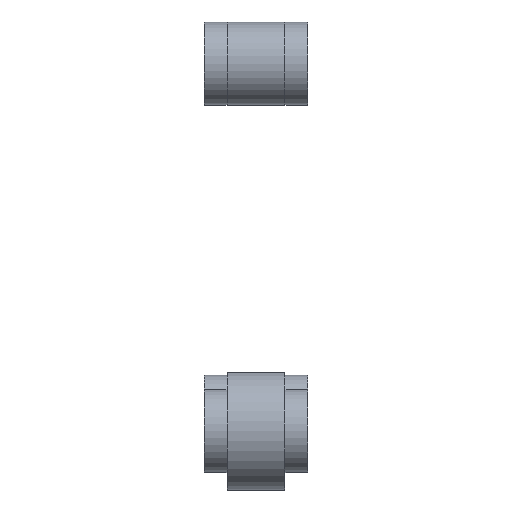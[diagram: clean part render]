
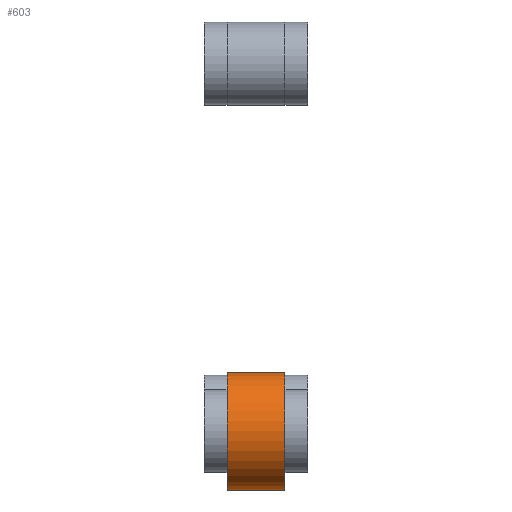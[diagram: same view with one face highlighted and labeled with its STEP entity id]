
A CAD part, left-side view. The second image highlights one B-rep face of the part: STEP entity #603.
In plain terms, the highlighted cylindrical face has radius 14.175 mm (diameter 28.35 mm), a full revolution.
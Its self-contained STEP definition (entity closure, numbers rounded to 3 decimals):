
#44=LINE('',#1019,#68);
#68=VECTOR('',#817,14.175);
#92=CYLINDRICAL_SURFACE('',#679,14.175);
#147=FACE_OUTER_BOUND('',#202,.T.);
#202=EDGE_LOOP('',(#463,#464,#465,#466));
#265=CIRCLE('',#675,14.175);
#268=CIRCLE('',#680,14.175);
#313=VERTEX_POINT('',#1008);
#316=VERTEX_POINT('',#1017);
#367=EDGE_CURVE('',#313,#313,#265,.T.);
#371=EDGE_CURVE('',#316,#316,#268,.T.);
#372=EDGE_CURVE('',#316,#313,#44,.T.);
#463=ORIENTED_EDGE('',*,*,#371,.F.);
#464=ORIENTED_EDGE('',*,*,#372,.T.);
#465=ORIENTED_EDGE('',*,*,#367,.F.);
#466=ORIENTED_EDGE('',*,*,#372,.F.);
#603=ADVANCED_FACE('',(#147),#92,.T.);
#675=AXIS2_PLACEMENT_3D('',#1009,#804,#805);
#679=AXIS2_PLACEMENT_3D('',#1016,#813,#814);
#680=AXIS2_PLACEMENT_3D('',#1018,#815,#816);
#804=DIRECTION('center_axis',(0.,-1.,0.));
#805=DIRECTION('ref_axis',(1.,0.,0.));
#813=DIRECTION('center_axis',(0.,1.,0.));
#814=DIRECTION('ref_axis',(1.,0.,0.));
#815=DIRECTION('center_axis',(0.,1.,0.));
#816=DIRECTION('ref_axis',(1.,0.,0.));
#817=DIRECTION('',(0.,-1.,0.));
#1008=CARTESIAN_POINT('',(-14.175,-6.985,0.));
#1009=CARTESIAN_POINT('Origin',(0.,-6.985,0.));
#1016=CARTESIAN_POINT('Origin',(0.,0.,0.));
#1017=CARTESIAN_POINT('',(-14.175,6.985,0.));
#1018=CARTESIAN_POINT('Origin',(0.,6.985,0.));
#1019=CARTESIAN_POINT('',(-14.175,0.,0.));
